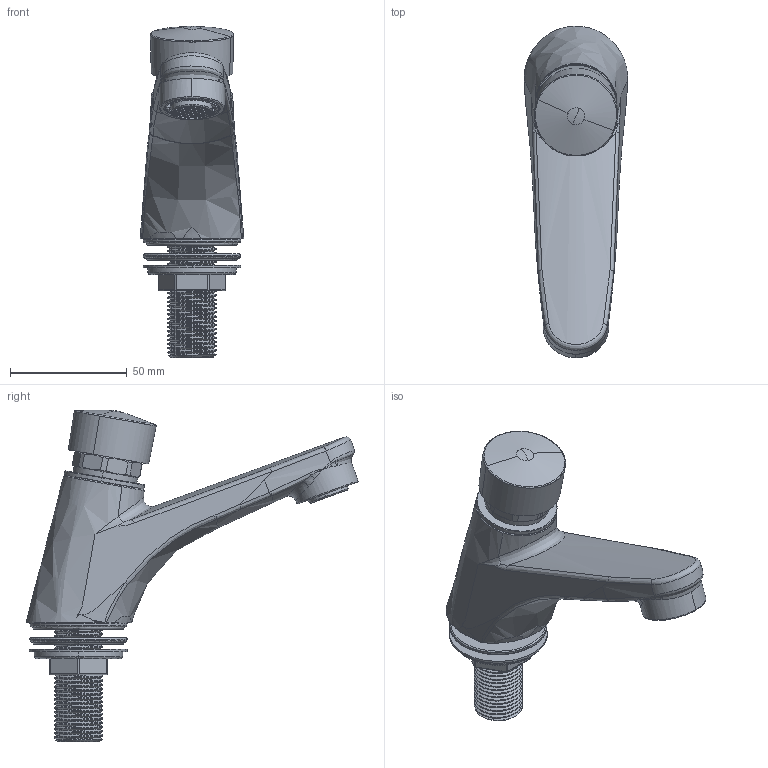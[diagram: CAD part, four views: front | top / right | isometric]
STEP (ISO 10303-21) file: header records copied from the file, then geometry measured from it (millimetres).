
FILE_DESCRIPTION(/* description */ (''),/* implementation_level */ '2;1');
FILE_NAME(/* name */ 'STEP - CT8026LF_2266985',/* time_stamp */ '2025-05-26T14:04:19+10:00',/* author */ (''),/* organization */ (''),/* preprocessor_version */ 'ST-DEVELOPER v16.5',/* originating_system */ 'Rhino 7.37',/* authorisation */ '');
FILE_SCHEMA (('AUTOMOTIVE_DESIGN'));
Length unit declared in the file: millimetre
Products named in the file (1): Document
Bounding box: 44.34 x 142.23 x 142.03 mm (x, y, z)
Volume: 23510.6 mm3; surface area: 76145.7 mm2
Topology: 10 solids, 11 shells, 2003 faces, 5254 edges, 3429 vertices
Faces by surface type: plane 1391, cylinder 346, bspline 266
Entity records: 72136 total; most frequent: CARTESIAN_POINT 37081, ORIENTED_EDGE 10445, EDGE_CURVE 5236, B_SPLINE_CURVE_WITH_KNOTS 4142, VERTEX_POINT 3429, EDGE_LOOP 2212, ADVANCED_FACE 2003, FACE_OUTER_BOUND 2003
